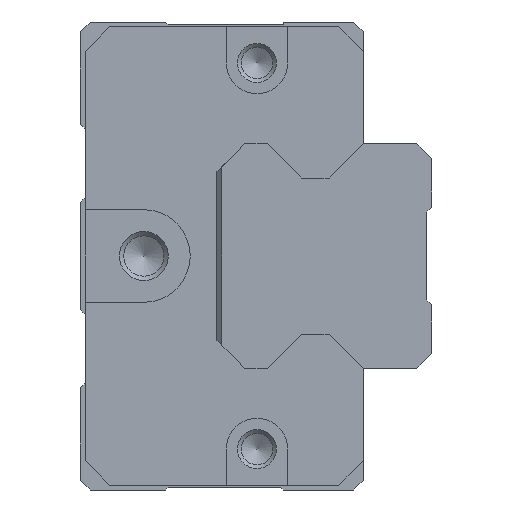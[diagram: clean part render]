
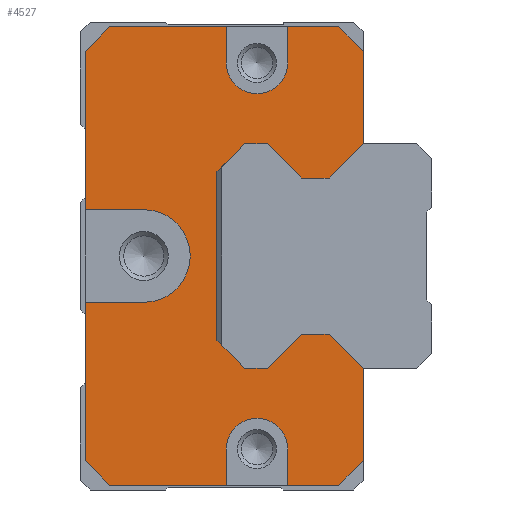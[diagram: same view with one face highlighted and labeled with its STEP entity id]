
A CAD part, left-side view. The second image highlights one B-rep face of the part: STEP entity #4527.
In plain terms, the highlighted planar face has unit normal (-1, 0, 0).
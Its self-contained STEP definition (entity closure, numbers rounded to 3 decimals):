
#473=CIRCLE('',#5001,4.75);
#474=CIRCLE('',#5002,3.15);
#475=CIRCLE('',#5003,3.15);
#660=FACE_OUTER_BOUND('',#943,.T.);
#943=EDGE_LOOP('',(#3799,#3800,#3801,#3802,#3803,#3804,#3805,#3806,#3807,
#3808,#3809,#3810,#3811,#3812,#3813,#3814,#3815,#3816,#3817,#3818,#3819,
#3820,#3821,#3822,#3823,#3824,#3825,#3826,#3827,#3828,#3829,#3830));
#1271=LINE('',#7249,#1706);
#1292=LINE('',#7292,#1727);
#1297=LINE('',#7303,#1732);
#1300=LINE('',#7307,#1735);
#1301=LINE('',#7310,#1736);
#1302=LINE('',#7312,#1737);
#1303=LINE('',#7314,#1738);
#1304=LINE('',#7316,#1739);
#1305=LINE('',#7320,#1740);
#1306=LINE('',#7322,#1741);
#1307=LINE('',#7324,#1742);
#1308=LINE('',#7326,#1743);
#1309=LINE('',#7328,#1744);
#1310=LINE('',#7332,#1745);
#1311=LINE('',#7334,#1746);
#1312=LINE('',#7335,#1747);
#1313=LINE('',#7337,#1748);
#1314=LINE('',#7339,#1749);
#1315=LINE('',#7341,#1750);
#1316=LINE('',#7343,#1751);
#1317=LINE('',#7345,#1752);
#1318=LINE('',#7347,#1753);
#1319=LINE('',#7349,#1754);
#1320=LINE('',#7351,#1755);
#1321=LINE('',#7353,#1756);
#1322=LINE('',#7355,#1757);
#1323=LINE('',#7356,#1758);
#1324=LINE('',#7357,#1759);
#1325=LINE('',#7359,#1760);
#1706=VECTOR('',#5974,1000.);
#1727=VECTOR('',#5999,1000.);
#1732=VECTOR('',#6006,1000.);
#1735=VECTOR('',#6009,1000.);
#1736=VECTOR('',#6012,1000.);
#1737=VECTOR('',#6013,1000.);
#1738=VECTOR('',#6014,1000.);
#1739=VECTOR('',#6015,1000.);
#1740=VECTOR('',#6018,1000.);
#1741=VECTOR('',#6019,1000.);
#1742=VECTOR('',#6020,1000.);
#1743=VECTOR('',#6021,1000.);
#1744=VECTOR('',#6022,1000.);
#1745=VECTOR('',#6025,1000.);
#1746=VECTOR('',#6026,1000.);
#1747=VECTOR('',#6027,1000.);
#1748=VECTOR('',#6028,1000.);
#1749=VECTOR('',#6029,1000.);
#1750=VECTOR('',#6030,1000.);
#1751=VECTOR('',#6031,1000.);
#1752=VECTOR('',#6032,1000.);
#1753=VECTOR('',#6033,1000.);
#1754=VECTOR('',#6034,1000.);
#1755=VECTOR('',#6035,1000.);
#1756=VECTOR('',#6036,1000.);
#1757=VECTOR('',#6037,1000.);
#1758=VECTOR('',#6038,1000.);
#1759=VECTOR('',#6039,1000.);
#1760=VECTOR('',#6040,1000.);
#2180=VERTEX_POINT('',#7243);
#2182=VERTEX_POINT('',#7247);
#2201=VERTEX_POINT('',#7289);
#2202=VERTEX_POINT('',#7291);
#2204=VERTEX_POINT('',#7296);
#2206=VERTEX_POINT('',#7300);
#2207=VERTEX_POINT('',#7302);
#2208=VERTEX_POINT('',#7305);
#2209=VERTEX_POINT('',#7309);
#2210=VERTEX_POINT('',#7311);
#2211=VERTEX_POINT('',#7313);
#2212=VERTEX_POINT('',#7315);
#2213=VERTEX_POINT('',#7317);
#2214=VERTEX_POINT('',#7319);
#2215=VERTEX_POINT('',#7321);
#2216=VERTEX_POINT('',#7323);
#2217=VERTEX_POINT('',#7325);
#2218=VERTEX_POINT('',#7327);
#2219=VERTEX_POINT('',#7329);
#2220=VERTEX_POINT('',#7331);
#2221=VERTEX_POINT('',#7333);
#2222=VERTEX_POINT('',#7336);
#2223=VERTEX_POINT('',#7338);
#2224=VERTEX_POINT('',#7340);
#2225=VERTEX_POINT('',#7342);
#2226=VERTEX_POINT('',#7344);
#2227=VERTEX_POINT('',#7346);
#2228=VERTEX_POINT('',#7348);
#2229=VERTEX_POINT('',#7350);
#2230=VERTEX_POINT('',#7352);
#2231=VERTEX_POINT('',#7354);
#2232=VERTEX_POINT('',#7358);
#2739=EDGE_CURVE('',#2182,#2180,#1271,.T.);
#2760=EDGE_CURVE('',#2201,#2202,#1292,.T.);
#2765=EDGE_CURVE('',#2206,#2207,#1297,.T.);
#2768=EDGE_CURVE('',#2208,#2204,#1300,.T.);
#2769=EDGE_CURVE('',#2209,#2204,#1301,.T.);
#2770=EDGE_CURVE('',#2210,#2208,#1302,.T.);
#2771=EDGE_CURVE('',#2211,#2210,#1303,.T.);
#2772=EDGE_CURVE('',#2211,#2212,#1304,.T.);
#2773=EDGE_CURVE('',#2212,#2213,#473,.T.);
#2774=EDGE_CURVE('',#2213,#2214,#1305,.T.);
#2775=EDGE_CURVE('',#2215,#2214,#1306,.T.);
#2776=EDGE_CURVE('',#2216,#2215,#1307,.T.);
#2777=EDGE_CURVE('',#2217,#2216,#1308,.T.);
#2778=EDGE_CURVE('',#2217,#2218,#1309,.T.);
#2779=EDGE_CURVE('',#2218,#2219,#474,.T.);
#2780=EDGE_CURVE('',#2219,#2220,#1310,.T.);
#2781=EDGE_CURVE('',#2221,#2220,#1311,.T.);
#2782=EDGE_CURVE('',#2202,#2221,#1312,.T.);
#2783=EDGE_CURVE('',#2201,#2222,#1313,.T.);
#2784=EDGE_CURVE('',#2222,#2223,#1314,.T.);
#2785=EDGE_CURVE('',#2223,#2224,#1315,.T.);
#2786=EDGE_CURVE('',#2224,#2225,#1316,.T.);
#2787=EDGE_CURVE('',#2225,#2226,#1317,.T.);
#2788=EDGE_CURVE('',#2226,#2227,#1318,.T.);
#2789=EDGE_CURVE('',#2227,#2228,#1319,.T.);
#2790=EDGE_CURVE('',#2228,#2229,#1320,.T.);
#2791=EDGE_CURVE('',#2229,#2230,#1321,.T.);
#2792=EDGE_CURVE('',#2230,#2231,#1322,.T.);
#2793=EDGE_CURVE('',#2231,#2180,#1323,.T.);
#2794=EDGE_CURVE('',#2207,#2182,#1324,.T.);
#2795=EDGE_CURVE('',#2206,#2232,#1325,.T.);
#2796=EDGE_CURVE('',#2232,#2209,#475,.T.);
#3799=ORIENTED_EDGE('',*,*,#2769,.T.);
#3800=ORIENTED_EDGE('',*,*,#2768,.F.);
#3801=ORIENTED_EDGE('',*,*,#2770,.F.);
#3802=ORIENTED_EDGE('',*,*,#2771,.F.);
#3803=ORIENTED_EDGE('',*,*,#2772,.T.);
#3804=ORIENTED_EDGE('',*,*,#2773,.T.);
#3805=ORIENTED_EDGE('',*,*,#2774,.T.);
#3806=ORIENTED_EDGE('',*,*,#2775,.F.);
#3807=ORIENTED_EDGE('',*,*,#2776,.F.);
#3808=ORIENTED_EDGE('',*,*,#2777,.F.);
#3809=ORIENTED_EDGE('',*,*,#2778,.T.);
#3810=ORIENTED_EDGE('',*,*,#2779,.T.);
#3811=ORIENTED_EDGE('',*,*,#2780,.T.);
#3812=ORIENTED_EDGE('',*,*,#2781,.F.);
#3813=ORIENTED_EDGE('',*,*,#2782,.F.);
#3814=ORIENTED_EDGE('',*,*,#2760,.F.);
#3815=ORIENTED_EDGE('',*,*,#2783,.T.);
#3816=ORIENTED_EDGE('',*,*,#2784,.T.);
#3817=ORIENTED_EDGE('',*,*,#2785,.T.);
#3818=ORIENTED_EDGE('',*,*,#2786,.T.);
#3819=ORIENTED_EDGE('',*,*,#2787,.T.);
#3820=ORIENTED_EDGE('',*,*,#2788,.T.);
#3821=ORIENTED_EDGE('',*,*,#2789,.T.);
#3822=ORIENTED_EDGE('',*,*,#2790,.T.);
#3823=ORIENTED_EDGE('',*,*,#2791,.T.);
#3824=ORIENTED_EDGE('',*,*,#2792,.T.);
#3825=ORIENTED_EDGE('',*,*,#2793,.T.);
#3826=ORIENTED_EDGE('',*,*,#2739,.F.);
#3827=ORIENTED_EDGE('',*,*,#2794,.F.);
#3828=ORIENTED_EDGE('',*,*,#2765,.F.);
#3829=ORIENTED_EDGE('',*,*,#2795,.T.);
#3830=ORIENTED_EDGE('',*,*,#2796,.T.);
#4322=PLANE('',#5000);
#4527=ADVANCED_FACE('',(#660),#4322,.F.);
#5000=AXIS2_PLACEMENT_3D('',#7308,#6010,#6011);
#5001=AXIS2_PLACEMENT_3D('',#7318,#6016,#6017);
#5002=AXIS2_PLACEMENT_3D('',#7330,#6023,#6024);
#5003=AXIS2_PLACEMENT_3D('',#7360,#6041,#6042);
#5974=DIRECTION('',(0.,0.,-1.));
#5999=DIRECTION('',(0.,0.,-1.));
#6006=DIRECTION('',(0.,-1.,0.));
#6009=DIRECTION('',(0.,-1.,0.));
#6010=DIRECTION('center_axis',(1.,0.,0.));
#6011=DIRECTION('ref_axis',(0.,0.,-1.));
#6012=DIRECTION('',(0.,0.,1.));
#6013=DIRECTION('',(0.,-0.707,0.707));
#6014=DIRECTION('',(0.,0.,1.));
#6015=DIRECTION('',(0.,-1.,0.));
#6016=DIRECTION('center_axis',(1.,0.,0.));
#6017=DIRECTION('ref_axis',(0.,0.,-1.));
#6018=DIRECTION('',(0.,1.,0.));
#6019=DIRECTION('',(0.,0.,1.));
#6020=DIRECTION('',(0.,0.707,0.707));
#6021=DIRECTION('',(0.,1.,0.));
#6022=DIRECTION('',(0.,0.,1.));
#6023=DIRECTION('center_axis',(1.,0.,0.));
#6024=DIRECTION('ref_axis',(0.,0.,-1.));
#6025=DIRECTION('',(0.,0.,-1.));
#6026=DIRECTION('',(0.,1.,0.));
#6027=DIRECTION('',(0.,0.707,-0.707));
#6028=DIRECTION('',(0.,0.707,0.707));
#6029=DIRECTION('',(0.,1.,0.));
#6030=DIRECTION('',(0.,0.707,-0.707));
#6031=DIRECTION('',(0.,1.,0.));
#6032=DIRECTION('',(0.,0.707,0.707));
#6033=DIRECTION('',(0.,0.,1.));
#6034=DIRECTION('',(0.,-0.707,0.707));
#6035=DIRECTION('',(0.,-1.,0.));
#6036=DIRECTION('',(0.,-0.707,-0.707));
#6037=DIRECTION('',(0.,-1.,0.));
#6038=DIRECTION('',(0.,-0.707,0.707));
#6039=DIRECTION('',(0.,-0.707,-0.707));
#6040=DIRECTION('',(0.,0.,-1.));
#6041=DIRECTION('center_axis',(1.,0.,0.));
#6042=DIRECTION('ref_axis',(0.,0.,-1.));
#7243=CARTESIAN_POINT('',(460.,7.,11.5));
#7247=CARTESIAN_POINT('',(460.,7.,21.));
#7249=CARTESIAN_POINT('',(460.,7.,21.));
#7289=CARTESIAN_POINT('',(460.,7.,-11.5));
#7291=CARTESIAN_POINT('',(460.,7.,-21.));
#7292=CARTESIAN_POINT('',(460.,7.,21.));
#7296=CARTESIAN_POINT('',(460.,21.05,23.5));
#7300=CARTESIAN_POINT('',(460.,14.75,23.5));
#7302=CARTESIAN_POINT('',(460.,9.5,23.5));
#7303=CARTESIAN_POINT('',(460.,33.,23.5));
#7305=CARTESIAN_POINT('',(460.,33.,23.5));
#7307=CARTESIAN_POINT('',(460.,33.,23.5));
#7308=CARTESIAN_POINT('Origin',(460.,7.,0.));
#7309=CARTESIAN_POINT('',(460.,21.05,19.8));
#7310=CARTESIAN_POINT('',(460.,21.05,19.8));
#7311=CARTESIAN_POINT('',(460.,35.5,21.));
#7312=CARTESIAN_POINT('',(460.,35.5,21.));
#7313=CARTESIAN_POINT('',(460.,35.5,4.75));
#7314=CARTESIAN_POINT('',(460.,35.5,-21.));
#7315=CARTESIAN_POINT('',(460.,29.5,4.75));
#7316=CARTESIAN_POINT('',(460.,53.5,4.75));
#7317=CARTESIAN_POINT('',(460.,29.5,-4.75));
#7318=CARTESIAN_POINT('Origin',(460.,29.5,0.));
#7319=CARTESIAN_POINT('',(460.,35.5,-4.75));
#7320=CARTESIAN_POINT('',(460.,29.5,-4.75));
#7321=CARTESIAN_POINT('',(460.,35.5,-21.));
#7322=CARTESIAN_POINT('',(460.,35.5,-21.));
#7323=CARTESIAN_POINT('',(460.,33.,-23.5));
#7324=CARTESIAN_POINT('',(460.,33.,-23.5));
#7325=CARTESIAN_POINT('',(460.,21.05,-23.5));
#7326=CARTESIAN_POINT('',(460.,9.5,-23.5));
#7327=CARTESIAN_POINT('',(460.,21.05,-19.8));
#7328=CARTESIAN_POINT('',(460.,21.05,-39.8));
#7329=CARTESIAN_POINT('',(460.,14.75,-19.8));
#7330=CARTESIAN_POINT('Origin',(460.,17.9,-19.8));
#7331=CARTESIAN_POINT('',(460.,14.75,-23.5));
#7332=CARTESIAN_POINT('',(460.,14.75,-19.8));
#7333=CARTESIAN_POINT('',(460.,9.5,-23.5));
#7334=CARTESIAN_POINT('',(460.,9.5,-23.5));
#7335=CARTESIAN_POINT('',(460.,7.,-21.));
#7336=CARTESIAN_POINT('',(460.,10.5,-8.));
#7337=CARTESIAN_POINT('',(460.,7.,-11.5));
#7338=CARTESIAN_POINT('',(460.,13.35,-8.));
#7339=CARTESIAN_POINT('',(460.,10.5,-8.));
#7340=CARTESIAN_POINT('',(460.,16.85,-11.5));
#7341=CARTESIAN_POINT('',(460.,13.35,-8.));
#7342=CARTESIAN_POINT('',(460.,19.15,-11.5));
#7343=CARTESIAN_POINT('',(460.,16.85,-11.5));
#7344=CARTESIAN_POINT('',(460.,22.,-8.65));
#7345=CARTESIAN_POINT('',(460.,19.15,-11.5));
#7346=CARTESIAN_POINT('',(460.,22.,8.65));
#7347=CARTESIAN_POINT('',(460.,22.,-8.65));
#7348=CARTESIAN_POINT('',(460.,19.15,11.5));
#7349=CARTESIAN_POINT('',(460.,22.,8.65));
#7350=CARTESIAN_POINT('',(460.,16.85,11.5));
#7351=CARTESIAN_POINT('',(460.,19.15,11.5));
#7352=CARTESIAN_POINT('',(460.,13.35,8.));
#7353=CARTESIAN_POINT('',(460.,16.85,11.5));
#7354=CARTESIAN_POINT('',(460.,10.5,8.));
#7355=CARTESIAN_POINT('',(460.,13.35,8.));
#7356=CARTESIAN_POINT('',(460.,10.5,8.));
#7357=CARTESIAN_POINT('',(460.,9.5,23.5));
#7358=CARTESIAN_POINT('',(460.,14.75,19.8));
#7359=CARTESIAN_POINT('',(460.,14.75,39.8));
#7360=CARTESIAN_POINT('Origin',(460.,17.9,19.8));
